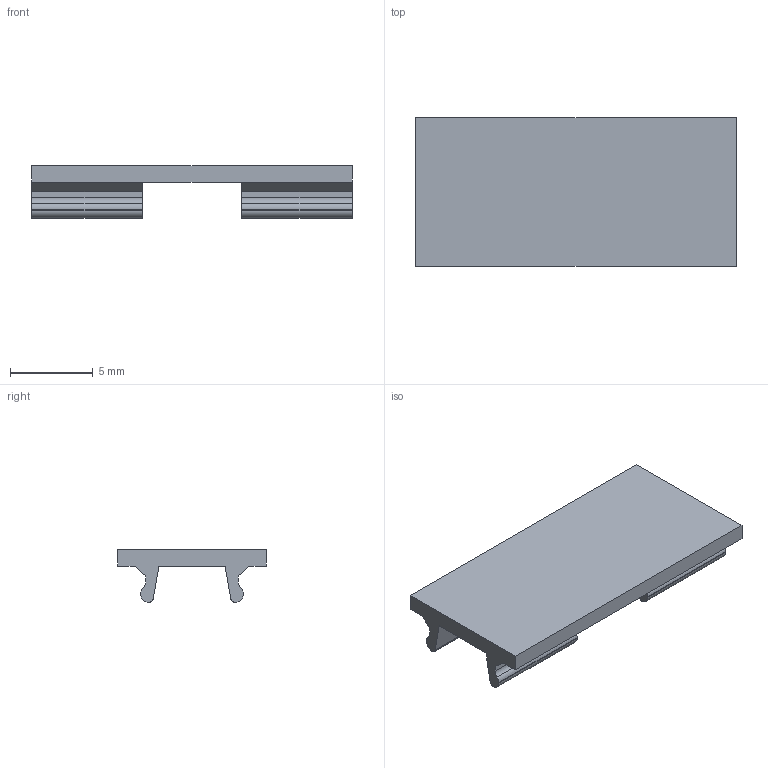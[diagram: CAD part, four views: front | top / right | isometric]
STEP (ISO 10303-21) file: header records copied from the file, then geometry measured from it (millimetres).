
FILE_DESCRIPTION(('Creo Elements/Direct Modeling STEP Export'),'2;1');
FILE_NAME('model.stp','2019-11-22T 1:19:28',(''),(''),'Creo Elements/Direct Modeling STEP processor for AP214 (Solid Model)','Creo Elements/Direct Modeling 20.1A 29-Sep-2018 (C) Parametric Technology GmbH','');
FILE_SCHEMA(('AUTOMOTIVE_DESIGN { 1 0 10303 214 1 1 1 1 }'));
Length unit declared in the file: millimetre
Products named in the file (2): 5031171_SS_ZB_WH-select
Assembly tree (1 placements, depth 2):
  5031171_SS_ZB_WH-select
    5031171_SS_ZB_WH-select
Bounding box: 19.4 x 9 x 3.2 mm (x, y, z)
Volume: 221.3 mm3; surface area: 520.6 mm2
Topology: 1 solids, 1 shells, 42 faces, 120 edges, 80 vertices
Faces by surface type: plane 26, cylinder 16
Entity records: 1611 total; most frequent: ORIENTED_EDGE 240, CARTESIAN_POINT 212, DIRECTION 190, EDGE_CURVE 120, VERTEX_POINT 80, VECTOR 74, LINE 74, AXIS2_PLACEMENT_3D 58
